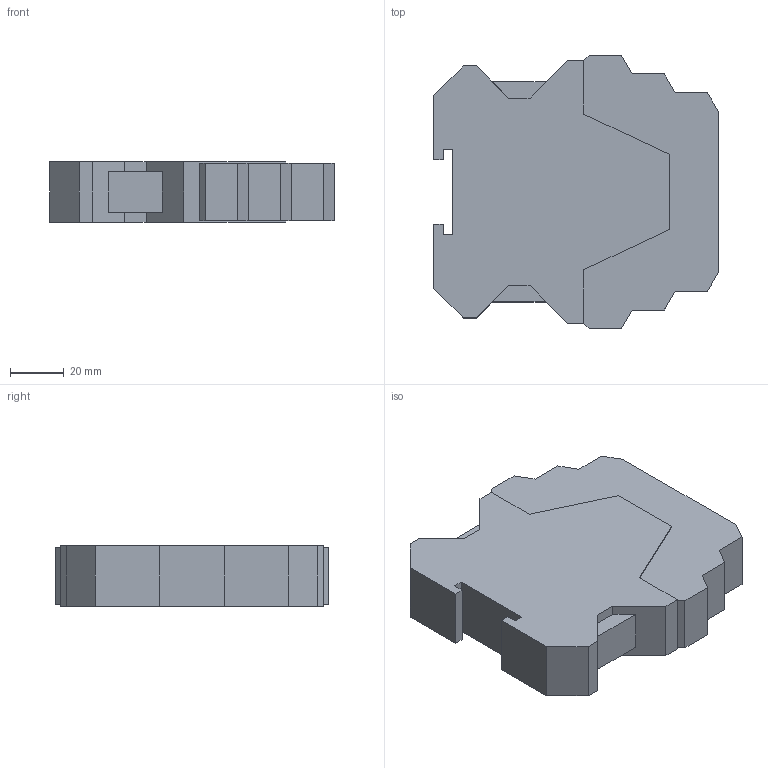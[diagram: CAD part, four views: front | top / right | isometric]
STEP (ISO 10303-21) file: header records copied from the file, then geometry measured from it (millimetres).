
FILE_DESCRIPTION((''),'2;1');
FILE_NAME('KE_D200616A','2005-12-15T',('Pepperl+Fuchs'),('Industriehansa'),'PRO/ENGINEER BY PARAMETRIC TECHNOLOGY CORPORATION, 2005290','PRO/ENGINEER BY PARAMETRIC TECHNOLOGY CORPORATION, 2005290','');
FILE_SCHEMA(('AUTOMOTIVE_DESIGN_CC2 { 1 2 10303 214 -1 1 5 2 }'));
Length unit declared in the file: millimetre
Products named in the file (1): KE_D200616A
Bounding box: 106 x 102 x 22.5 mm (x, y, z)
Volume: 198283.2 mm3; surface area: 27490.2 mm2
Topology: 1 solids, 1 shells, 58 faces, 164 edges, 108 vertices
Faces by surface type: plane 58
Entity records: 2567 total; most frequent: CARTESIAN_POINT 330, ORIENTED_EDGE 328, DIRECTION 280, PRESENTATION_STYLE_ASSIGNMENT 179, STYLED_ITEM 165, VECTOR 164, LINE 164, CURVE_STYLE 164
